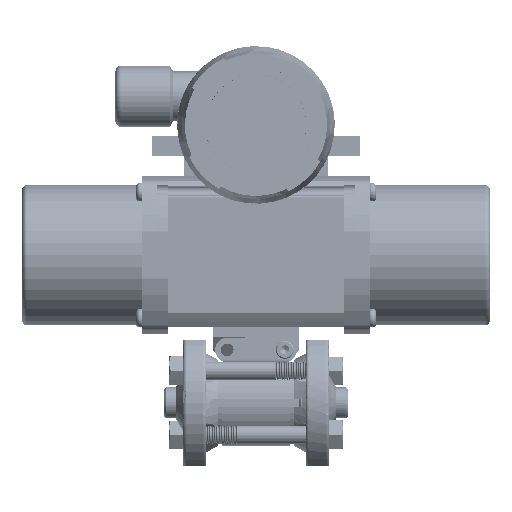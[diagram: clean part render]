
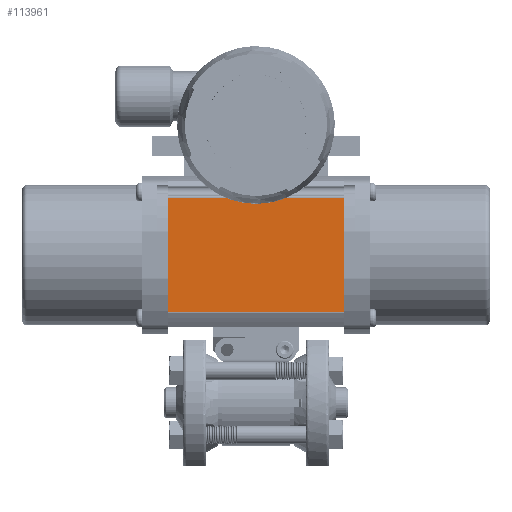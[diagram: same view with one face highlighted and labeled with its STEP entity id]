
A CAD part, top view. The second image highlights one B-rep face of the part: STEP entity #113961.
In plain terms, the highlighted planar face has unit normal (0, 0, 1).
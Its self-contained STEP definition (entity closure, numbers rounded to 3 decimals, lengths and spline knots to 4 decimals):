
#27668 = VERTEX_POINT ( 'NONE', #198490 ) ;
#28855 = ORIENTED_EDGE ( 'NONE', *, *, #77010, .T. ) ;
#31492 = DIRECTION ( 'NONE',  ( 0., -1., 0. ) ) ;
#31820 = EDGE_CURVE ( 'NONE', #205063, #182722, #163612, .T. ) ;
#39596 = DIRECTION ( 'NONE',  ( 0., 1., 0. ) ) ;
#42115 = ORIENTED_EDGE ( 'NONE', *, *, #96813, .T. ) ;
#44590 = ORIENTED_EDGE ( 'NONE', *, *, #104214, .F. ) ;
#52699 = CARTESIAN_POINT ( 'NONE',  ( -5.0403, 3.5621, 1.17 ) ) ;
#56747 = VECTOR ( 'NONE', #135467, 39.3701 ) ;
#58213 = FACE_OUTER_BOUND ( 'NONE', #213093, .T. ) ;
#61824 = VERTEX_POINT ( 'NONE', #64256 ) ;
#64256 = CARTESIAN_POINT ( 'NONE',  ( 1.5275, 1.5679, 1.17 ) ) ;
#70076 = LINE ( 'NONE', #52699, #160118 ) ;
#70828 = CARTESIAN_POINT ( 'NONE',  ( -1.5275, 1.5679, 1.17 ) ) ;
#77010 = EDGE_CURVE ( 'NONE', #27668, #182722, #70076, .T. ) ;
#78539 = CARTESIAN_POINT ( 'NONE',  ( 1.5275, 3.5694, 1.17 ) ) ;
#81757 = PLANE ( 'NONE',  #174177 ) ;
#96813 = EDGE_CURVE ( 'NONE', #205063, #61824, #178781, .T. ) ;
#99439 = ORIENTED_EDGE ( 'NONE', *, *, #31820, .F. ) ;
#104214 = EDGE_CURVE ( 'NONE', #27668, #61824, #112073, .T. ) ;
#112073 = LINE ( 'NONE', #78539, #202377 ) ;
#113961 = ADVANCED_FACE ( 'NONE', ( #58213 ), #81757, .F. ) ;
#118509 = CARTESIAN_POINT ( 'NONE',  ( -5.0403, 1.5679, 1.17 ) ) ;
#132833 = DIRECTION ( 'NONE',  ( 0., 0., -1. ) ) ;
#135467 = DIRECTION ( 'NONE',  ( 1., 0., 0. ) ) ;
#152965 = VECTOR ( 'NONE', #39596, 39.3701 ) ;
#154039 = DIRECTION ( 'NONE',  ( -1., 0., 0. ) ) ;
#157932 = CARTESIAN_POINT ( 'NONE',  ( -1.5275, 3.5694, 1.17 ) ) ;
#160118 = VECTOR ( 'NONE', #154039, 39.3701 ) ;
#163612 = LINE ( 'NONE', #157932, #152965 ) ;
#166260 = CARTESIAN_POINT ( 'NONE',  ( -5.0403, 3.5694, 1.17 ) ) ;
#174177 = AXIS2_PLACEMENT_3D ( 'NONE', #166260, #132833, #31492 ) ;
#178781 = LINE ( 'NONE', #118509, #56747 ) ;
#180124 = DIRECTION ( 'NONE',  ( 0., -1., 0. ) ) ;
#182722 = VERTEX_POINT ( 'NONE', #188815 ) ;
#188815 = CARTESIAN_POINT ( 'NONE',  ( -1.5275, 3.5621, 1.17 ) ) ;
#198490 = CARTESIAN_POINT ( 'NONE',  ( 1.5275, 3.5621, 1.17 ) ) ;
#202377 = VECTOR ( 'NONE', #180124, 39.3701 ) ;
#205063 = VERTEX_POINT ( 'NONE', #70828 ) ;
#213093 = EDGE_LOOP ( 'NONE', ( #44590, #28855, #99439, #42115 ) ) ;
